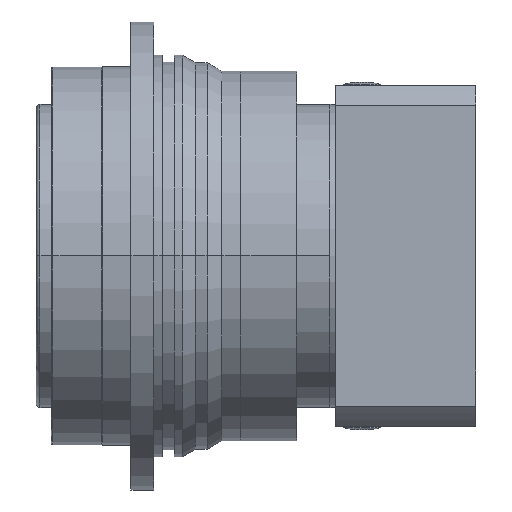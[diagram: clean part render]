
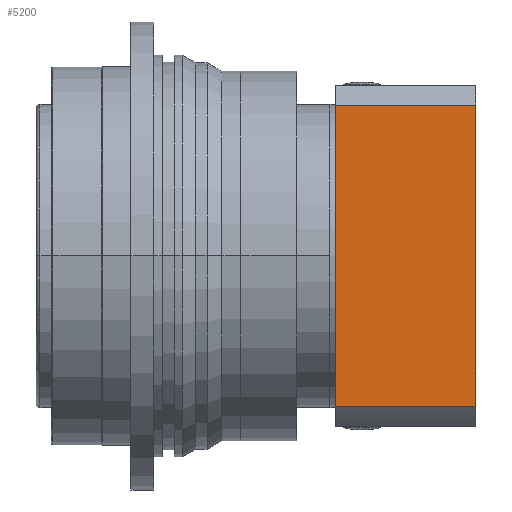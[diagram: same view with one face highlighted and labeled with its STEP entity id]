
A CAD part, top view. The second image highlights one B-rep face of the part: STEP entity #5200.
In plain terms, the highlighted planar face has unit normal (0, 0, 1).
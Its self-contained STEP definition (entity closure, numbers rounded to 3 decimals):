
#656 = VECTOR ( 'NONE', #14145, 1000. ) ;
#876 = PLANE ( 'NONE',  #10721 ) ;
#2315 = CARTESIAN_POINT ( 'NONE',  ( 124., -79.373, 90. ) ) ;
#2584 = ORIENTED_EDGE ( 'NONE', *, *, #4012, .F. ) ;
#2917 = ORIENTED_EDGE ( 'NONE', *, *, #14164, .F. ) ;
#3695 = VECTOR ( 'NONE', #14898, 1000. ) ;
#3975 = EDGE_LOOP ( 'NONE', ( #12427, #13728, #2584, #2917 ) ) ;
#4012 = EDGE_CURVE ( 'NONE', #13756, #5815, #12060, .T. ) ;
#4396 = DIRECTION ( 'NONE',  ( 0., 0., -1. ) ) ;
#5200 = ADVANCED_FACE ( 'NONE', ( #12545 ), #876, .F. ) ;
#5650 = DIRECTION ( 'NONE',  ( -1., 0., 0. ) ) ;
#5815 = VERTEX_POINT ( 'NONE', #10191 ) ;
#6337 = CARTESIAN_POINT ( 'NONE',  ( 50., 79.373, 90. ) ) ;
#6600 = CARTESIAN_POINT ( 'NONE',  ( 50., 0., 90. ) ) ;
#6786 = CARTESIAN_POINT ( 'NONE',  ( 124., -79.373, 90. ) ) ;
#7383 = LINE ( 'NONE', #6786, #656 ) ;
#7703 = LINE ( 'NONE', #6600, #3695 ) ;
#8046 = CARTESIAN_POINT ( 'NONE',  ( 47., -79.373, 90. ) ) ;
#8164 = EDGE_CURVE ( 'NONE', #11266, #5815, #7383, .T. ) ;
#8688 = DIRECTION ( 'NONE',  ( 1., 0., 0. ) ) ;
#8832 = CARTESIAN_POINT ( 'NONE',  ( 47., -79.373, 90. ) ) ;
#9813 = CARTESIAN_POINT ( 'NONE',  ( 47., 79.373, 90. ) ) ;
#10191 = CARTESIAN_POINT ( 'NONE',  ( 124., 79.373, 90. ) ) ;
#10326 = VECTOR ( 'NONE', #8688, 1000. ) ;
#10422 = CARTESIAN_POINT ( 'NONE',  ( 50., -79.373, 90. ) ) ;
#10721 = AXIS2_PLACEMENT_3D ( 'NONE', #8046, #4396, #5650 ) ;
#10930 = VERTEX_POINT ( 'NONE', #10422 ) ;
#11143 = VECTOR ( 'NONE', #14537, 1000. ) ;
#11266 = VERTEX_POINT ( 'NONE', #2315 ) ;
#12060 = LINE ( 'NONE', #9813, #11143 ) ;
#12129 = EDGE_CURVE ( 'NONE', #10930, #11266, #13488, .T. ) ;
#12427 = ORIENTED_EDGE ( 'NONE', *, *, #12129, .T. ) ;
#12545 = FACE_OUTER_BOUND ( 'NONE', #3975, .T. ) ;
#13488 = LINE ( 'NONE', #8832, #10326 ) ;
#13728 = ORIENTED_EDGE ( 'NONE', *, *, #8164, .T. ) ;
#13756 = VERTEX_POINT ( 'NONE', #6337 ) ;
#14145 = DIRECTION ( 'NONE',  ( 0., 1., 0. ) ) ;
#14164 = EDGE_CURVE ( 'NONE', #10930, #13756, #7703, .T. ) ;
#14537 = DIRECTION ( 'NONE',  ( 1., 0., 0. ) ) ;
#14898 = DIRECTION ( 'NONE',  ( 0., 1., 0. ) ) ;
